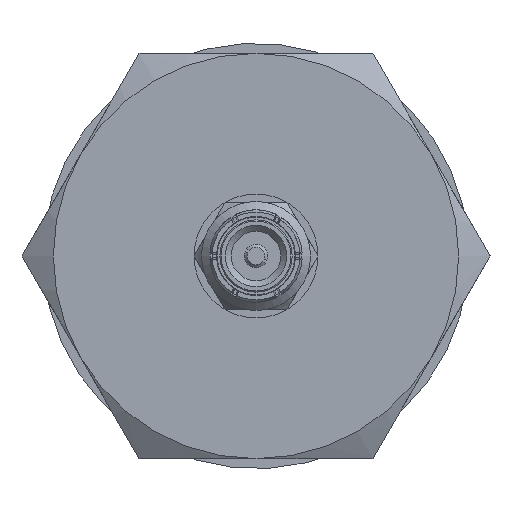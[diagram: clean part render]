
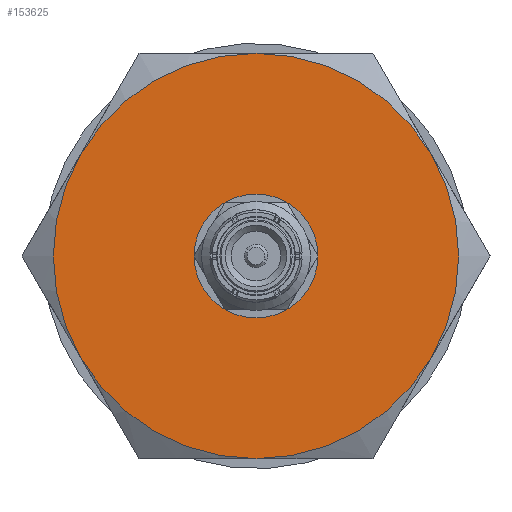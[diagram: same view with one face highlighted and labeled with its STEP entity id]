
A CAD part, left-side view. The second image highlights one B-rep face of the part: STEP entity #153625.
In plain terms, the highlighted face is planar.
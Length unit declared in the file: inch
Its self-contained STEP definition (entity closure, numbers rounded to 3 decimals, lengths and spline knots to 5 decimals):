
#1267 = DIRECTION ( 'NONE',  ( -1., 0., 0. ) ) ;
#1697 = AXIS2_PLACEMENT_3D ( 'NONE', #91498, #44627, #204429 ) ;
#9200 = DIRECTION ( 'NONE',  ( 1., 0., 0. ) ) ;
#13379 = VERTEX_POINT ( 'NONE', #146609 ) ;
#21942 = AXIS2_PLACEMENT_3D ( 'NONE', #37036, #53699, #63903 ) ;
#32107 = AXIS2_PLACEMENT_3D ( 'NONE', #63834, #9200, #116282 ) ;
#34576 = ORIENTED_EDGE ( 'NONE', *, *, #183731, .F. ) ;
#37036 = CARTESIAN_POINT ( 'NONE',  ( 0.838, 0.39034, 0. ) ) ;
#44627 = DIRECTION ( 'NONE',  ( -1., 0., 0. ) ) ;
#47111 = CARTESIAN_POINT ( 'NONE',  ( 0.838, 0., 0. ) ) ;
#47937 = CARTESIAN_POINT ( 'NONE',  ( 0.838, -0.17187, 0.2977 ) ) ;
#53699 = DIRECTION ( 'NONE',  ( -1., 0., 0. ) ) ;
#53800 = VERTEX_POINT ( 'NONE', #211757 ) ;
#54955 = CIRCLE ( 'NONE', #1697, 0.34375 ) ;
#57038 = VERTEX_POINT ( 'NONE', #47937 ) ;
#59619 = ORIENTED_EDGE ( 'NONE', *, *, #62500, .F. ) ;
#60561 = CARTESIAN_POINT ( 'NONE',  ( 0.838, -0.34375, 0. ) ) ;
#62500 = EDGE_CURVE ( 'NONE', #220343, #57038, #163761, .T. ) ;
#63834 = CARTESIAN_POINT ( 'NONE',  ( 0.838, 0., 0. ) ) ;
#63903 = DIRECTION ( 'NONE',  ( 0., 0., 1. ) ) ;
#68235 = CIRCLE ( 'NONE', #94905, 0.07013 ) ;
#68918 = DIRECTION ( 'NONE',  ( 0., 0., 1. ) ) ;
#69543 = DIRECTION ( 'NONE',  ( 1., 0., 0. ) ) ;
#70872 = ORIENTED_EDGE ( 'NONE', *, *, #198984, .F. ) ;
#72998 = ORIENTED_EDGE ( 'NONE', *, *, #234124, .F. ) ;
#73775 = DIRECTION ( 'NONE',  ( 0., 0., 1. ) ) ;
#78993 = VERTEX_POINT ( 'NONE', #94284 ) ;
#81123 = CIRCLE ( 'NONE', #214088, 0.34375 ) ;
#84591 = ORIENTED_EDGE ( 'NONE', *, *, #126681, .T. ) ;
#86840 = EDGE_CURVE ( 'NONE', #57038, #174587, #81123, .T. ) ;
#91275 = EDGE_CURVE ( 'NONE', #78993, #53800, #54955, .T. ) ;
#91498 = CARTESIAN_POINT ( 'NONE',  ( 0.838, 0., 0. ) ) ;
#94284 = CARTESIAN_POINT ( 'NONE',  ( 0.838, 0.17188, -0.2977 ) ) ;
#94600 = AXIS2_PLACEMENT_3D ( 'NONE', #164167, #1267, #73775 ) ;
#94905 = AXIS2_PLACEMENT_3D ( 'NONE', #156402, #69543, #142120 ) ;
#99160 = CARTESIAN_POINT ( 'NONE',  ( 0.838, 0.17187, 0.2977 ) ) ;
#100367 = CIRCLE ( 'NONE', #32107, 0.34375 ) ;
#101916 = CARTESIAN_POINT ( 'NONE',  ( 0.838, 0., -0.07013 ) ) ;
#107238 = FACE_BOUND ( 'NONE', #123441, .T. ) ;
#116282 = DIRECTION ( 'NONE',  ( 0., 0., -1. ) ) ;
#118335 = AXIS2_PLACEMENT_3D ( 'NONE', #169515, #205258, #226596 ) ;
#123441 = EDGE_LOOP ( 'NONE', ( #34576 ) ) ;
#124841 = DIRECTION ( 'NONE',  ( -1., 0., 0. ) ) ;
#126681 = EDGE_CURVE ( 'NONE', #78993, #13379, #100367, .T. ) ;
#136363 = CIRCLE ( 'NONE', #94600, 0.34375 ) ;
#139912 = DIRECTION ( 'NONE',  ( -1., 0., 0. ) ) ;
#142120 = DIRECTION ( 'NONE',  ( 0., 0., -1. ) ) ;
#146609 = CARTESIAN_POINT ( 'NONE',  ( 0.838, 0.34375, 0. ) ) ;
#153625 = ADVANCED_FACE ( 'NONE', ( #107238, #161933 ), #234491, .F. ) ;
#156402 = CARTESIAN_POINT ( 'NONE',  ( 0.838, 0., 0. ) ) ;
#161933 = FACE_OUTER_BOUND ( 'NONE', #218383, .T. ) ;
#163761 = CIRCLE ( 'NONE', #201841, 0.34375 ) ;
#164167 = CARTESIAN_POINT ( 'NONE',  ( 0.838, 0., 0. ) ) ;
#169515 = CARTESIAN_POINT ( 'NONE',  ( 0.838, 0., 0. ) ) ;
#172095 = VERTEX_POINT ( 'NONE', #101916 ) ;
#173605 = CARTESIAN_POINT ( 'NONE',  ( 0.838, 0., 0. ) ) ;
#174587 = VERTEX_POINT ( 'NONE', #99160 ) ;
#183731 = EDGE_CURVE ( 'NONE', #172095, #172095, #68235, .T. ) ;
#186764 = CIRCLE ( 'NONE', #118335, 0.34375 ) ;
#198984 = EDGE_CURVE ( 'NONE', #174587, #13379, #186764, .T. ) ;
#201841 = AXIS2_PLACEMENT_3D ( 'NONE', #173605, #124841, #68918 ) ;
#204429 = DIRECTION ( 'NONE',  ( 0., 0., 1. ) ) ;
#205258 = DIRECTION ( 'NONE',  ( -1., 0., 0. ) ) ;
#211757 = CARTESIAN_POINT ( 'NONE',  ( 0.838, -0.17188, -0.2977 ) ) ;
#212450 = DIRECTION ( 'NONE',  ( 0., 0., 1. ) ) ;
#214088 = AXIS2_PLACEMENT_3D ( 'NONE', #47111, #139912, #212450 ) ;
#218383 = EDGE_LOOP ( 'NONE', ( #70872, #227387, #59619, #72998, #218830, #84591 ) ) ;
#218830 = ORIENTED_EDGE ( 'NONE', *, *, #91275, .F. ) ;
#220343 = VERTEX_POINT ( 'NONE', #60561 ) ;
#226596 = DIRECTION ( 'NONE',  ( 0., 0., 1. ) ) ;
#227387 = ORIENTED_EDGE ( 'NONE', *, *, #86840, .F. ) ;
#234124 = EDGE_CURVE ( 'NONE', #53800, #220343, #136363, .T. ) ;
#234491 = PLANE ( 'NONE',  #21942 ) ;
